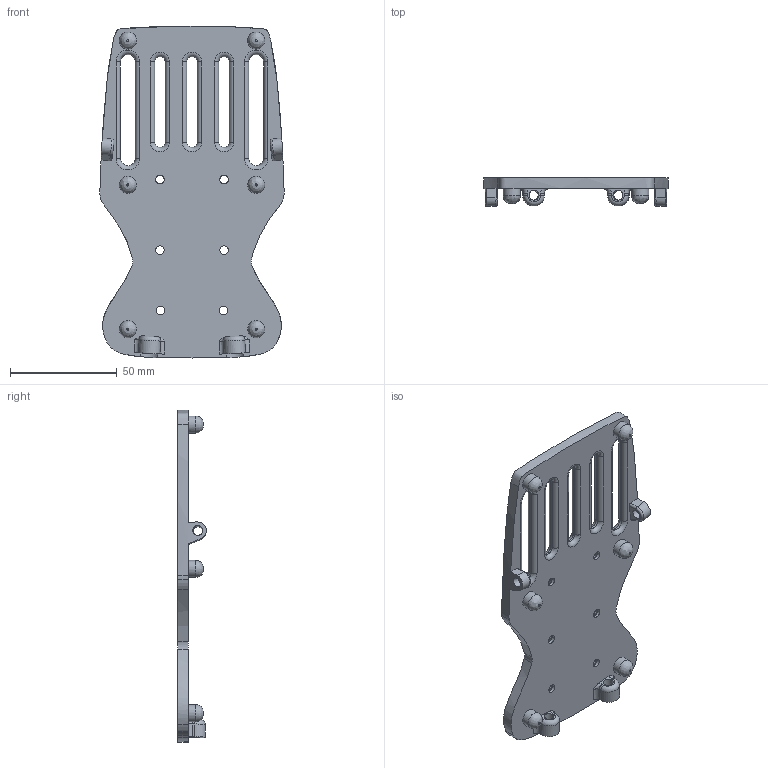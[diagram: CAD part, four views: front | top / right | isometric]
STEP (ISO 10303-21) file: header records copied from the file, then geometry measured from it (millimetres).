
FILE_DESCRIPTION(/* description */ (''),/* implementation_level */ '2;1');
FILE_NAME(/* name */ 'Battery Frame v0.step',/* time_stamp */ '2016-10-30T11:38:17+11:00',/* author */ (''),/* organization */ (''),/* preprocessor_version */ 'ST-DEVELOPER v16.5',/* originating_system */ 'Autodesk Translation Framework v5.2.0.2031',/* authorisation */ '');
FILE_SCHEMA (('AUTOMOTIVE_DESIGN { 1 0 10303 214 3 1 1 }'));
Length unit declared in the file: centimetre
Products named in the file (2): Battery Frame v0; Battery Frame
Assembly tree (1 placements, depth 2):
  Battery Frame v0
    Battery Frame
Bounding box: 86.18 x 13.37 x 155.26 mm (x, y, z)
Volume: 51897.9 mm3; surface area: 27901.9 mm2
Topology: 1 solids, 1 shells, 191 faces, 475 edges, 304 vertices
Faces by surface type: cylinder 80, plane 44, bspline 33, torus 28, cone 6
Full cylindrical faces by diameter (mm): 4 x6, 4.6 x4, 6 x6, 8 x6, 9.5 x6
Entity records: 7076 total; most frequent: CARTESIAN_POINT 2627, DIRECTION 925, ORIENTED_EDGE 874, EDGE_CURVE 437, AXIS2_PLACEMENT_3D 390, VERTEX_POINT 300, EDGE_LOOP 273, CIRCLE 221
